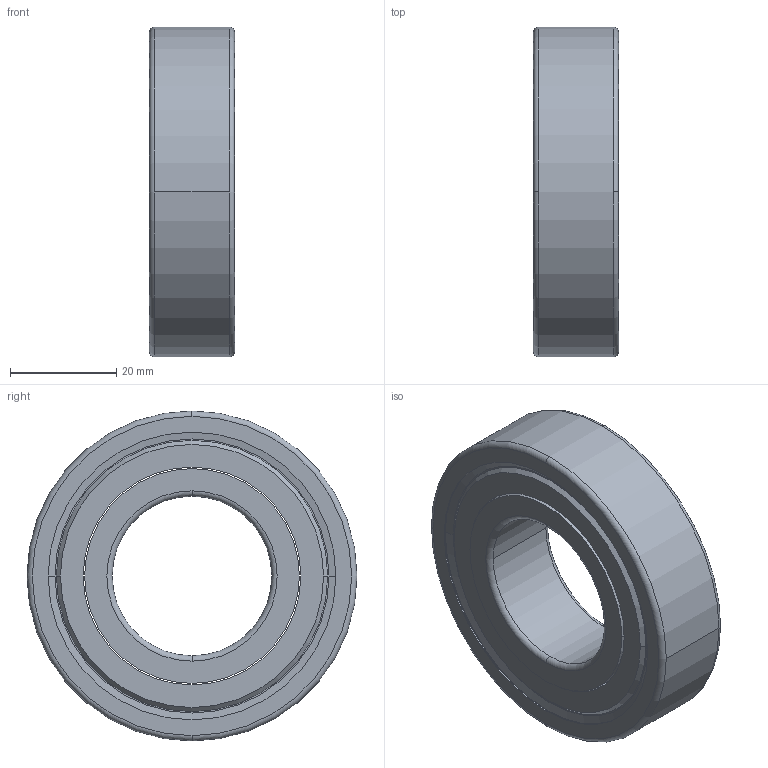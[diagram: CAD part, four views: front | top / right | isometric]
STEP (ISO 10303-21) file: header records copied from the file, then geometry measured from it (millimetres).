
FILE_DESCRIPTION(('STEP AP214'),'1');
FILE_NAME('6206-2z_c3.stp','2025-07-14T10:56:19',('TraceParts'),('TraceParts S.A.'),'Spatial InterOp 3D',' ',' ');
FILE_SCHEMA(('AUTOMOTIVE_DESIGN { 1 0 10303 214 1 1 1 1 }'));
Length unit declared in the file: millimetre
Products named in the file (1): SKF_bearing_6206-2Z_2_1
Bounding box: 16 x 62 x 62 mm (x, y, z)
Volume: 25157.8 mm3; surface area: 20197.8 mm2
Topology: 5 solids, 5 shells, 122 faces, 304 edges, 178 vertices
Faces by surface type: torus 42, cylinder 28, cone 20, sphere 18, plane 14
Entity records: 4052 total; most frequent: CARTESIAN_POINT 1185, DIRECTION 670, ORIENTED_EDGE 536, AXIS2_PLACEMENT_3D 311, EDGE_CURVE 268, CIRCLE 184, VERTEX_POINT 178, EDGE_LOOP 154
